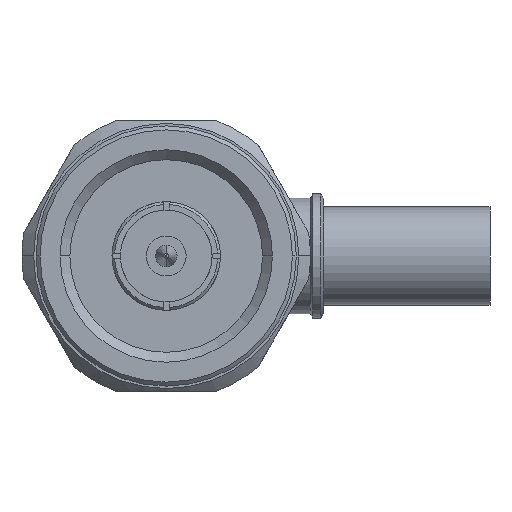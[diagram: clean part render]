
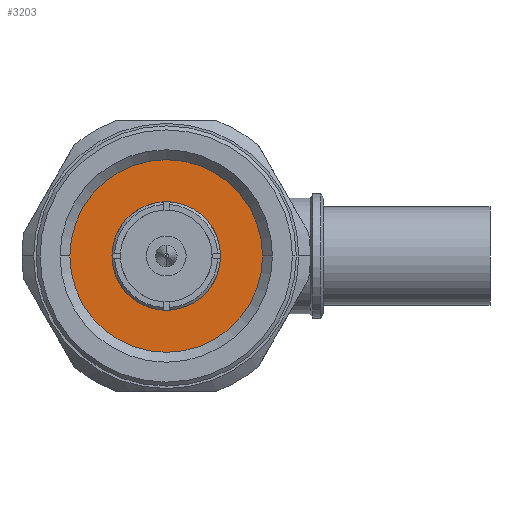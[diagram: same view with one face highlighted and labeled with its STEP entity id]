
A CAD part, left-side view. The second image highlights one B-rep face of the part: STEP entity #3203.
In plain terms, the highlighted planar face has unit normal (-1, 0, 0).
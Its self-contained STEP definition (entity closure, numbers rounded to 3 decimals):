
#13 = DIRECTION ( 'NONE',  ( -1., 0., 0. ) ) ;
#254 = AXIS2_PLACEMENT_3D ( 'NONE', #2676, #866, #1219 ) ;
#517 = EDGE_CURVE ( 'NONE', #3085, #2214, #3759, .T. ) ;
#591 = AXIS2_PLACEMENT_3D ( 'NONE', #989, #3595, #2484 ) ;
#853 = FACE_OUTER_BOUND ( 'NONE', #4009, .T. ) ;
#866 = DIRECTION ( 'NONE',  ( -1., 0., 0. ) ) ;
#925 = PLANE ( 'NONE',  #4475 ) ;
#989 = CARTESIAN_POINT ( 'NONE',  ( -50.283, 14.09, 0. ) ) ;
#1126 = VERTEX_POINT ( 'NONE', #2447 ) ;
#1141 = CIRCLE ( 'NONE', #591, 8.8 ) ;
#1219 = DIRECTION ( 'NONE',  ( 0., -0.996, -0.086 ) ) ;
#1259 = ORIENTED_EDGE ( 'NONE', *, *, #517, .T. ) ;
#1514 = DIRECTION ( 'NONE',  ( 0., -0.996, -0.086 ) ) ;
#1694 = CIRCLE ( 'NONE', #2805, 4.135 ) ;
#1696 = FACE_BOUND ( 'NONE', #2322, .T. ) ;
#1933 = DIRECTION ( 'NONE',  ( -1., 0., 0. ) ) ;
#1949 = VERTEX_POINT ( 'NONE', #4627 ) ;
#2152 = ORIENTED_EDGE ( 'NONE', *, *, #4048, .F. ) ;
#2214 = VERTEX_POINT ( 'NONE', #2861 ) ;
#2322 = EDGE_LOOP ( 'NONE', ( #2152, #4273 ) ) ;
#2325 = CARTESIAN_POINT ( 'NONE',  ( -50.283, 14.09, 0. ) ) ;
#2359 = DIRECTION ( 'NONE',  ( 0., -0.996, -0.086 ) ) ;
#2378 = CARTESIAN_POINT ( 'NONE',  ( -50.283, 14.09, 0. ) ) ;
#2447 = CARTESIAN_POINT ( 'NONE',  ( -50.283, 18.225, 0. ) ) ;
#2484 = DIRECTION ( 'NONE',  ( 0., -0.996, -0.086 ) ) ;
#2676 = CARTESIAN_POINT ( 'NONE',  ( -50.283, 14.09, 0. ) ) ;
#2698 = DIRECTION ( 'NONE',  ( 0., -0.996, -0.086 ) ) ;
#2805 = AXIS2_PLACEMENT_3D ( 'NONE', #4416, #13, #1514 ) ;
#2861 = CARTESIAN_POINT ( 'NONE',  ( -50.283, 22.89, 0. ) ) ;
#3076 = AXIS2_PLACEMENT_3D ( 'NONE', #2325, #1933, #2698 ) ;
#3085 = VERTEX_POINT ( 'NONE', #4513 ) ;
#3203 = ADVANCED_FACE ( 'NONE', ( #853, #1696 ), #925, .T. ) ;
#3595 = DIRECTION ( 'NONE',  ( -1., 0., 0. ) ) ;
#3759 = CIRCLE ( 'NONE', #254, 8.8 ) ;
#3832 = CIRCLE ( 'NONE', #3076, 4.135 ) ;
#4009 = EDGE_LOOP ( 'NONE', ( #1259, #4413 ) ) ;
#4048 = EDGE_CURVE ( 'NONE', #1126, #1949, #3832, .T. ) ;
#4159 = DIRECTION ( 'NONE',  ( -1., 0., 0. ) ) ;
#4273 = ORIENTED_EDGE ( 'NONE', *, *, #4678, .F. ) ;
#4308 = EDGE_CURVE ( 'NONE', #2214, #3085, #1141, .T. ) ;
#4413 = ORIENTED_EDGE ( 'NONE', *, *, #4308, .T. ) ;
#4416 = CARTESIAN_POINT ( 'NONE',  ( -50.283, 14.09, 0. ) ) ;
#4475 = AXIS2_PLACEMENT_3D ( 'NONE', #2378, #4159, #2359 ) ;
#4513 = CARTESIAN_POINT ( 'NONE',  ( -50.283, 5.29, 0. ) ) ;
#4627 = CARTESIAN_POINT ( 'NONE',  ( -50.283, 9.955, 0. ) ) ;
#4678 = EDGE_CURVE ( 'NONE', #1949, #1126, #1694, .T. ) ;
